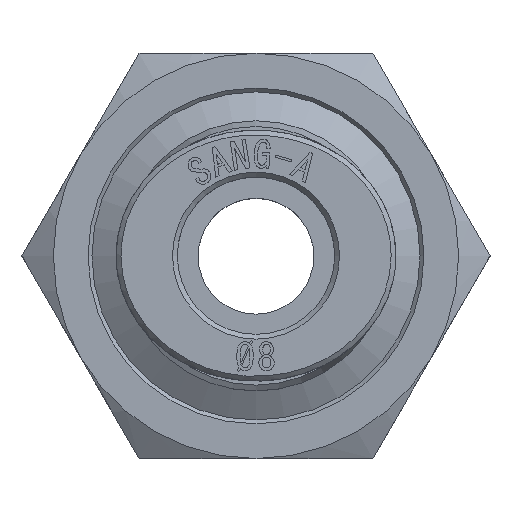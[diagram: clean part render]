
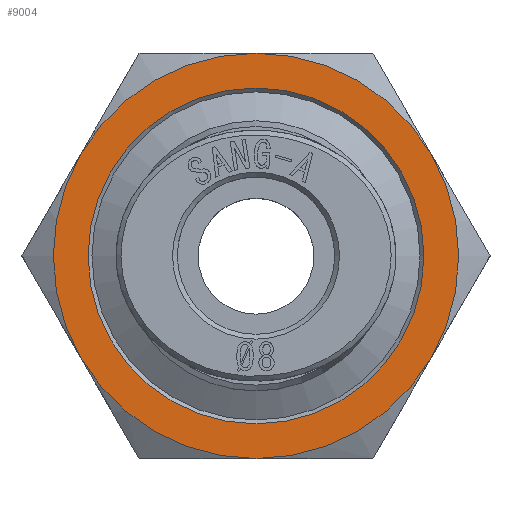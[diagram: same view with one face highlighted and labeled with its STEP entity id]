
A CAD part, top view. The second image highlights one B-rep face of the part: STEP entity #9004.
In plain terms, the highlighted planar face has unit normal (0, 0, 1).
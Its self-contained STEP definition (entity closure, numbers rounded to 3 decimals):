
#8928=CARTESIAN_POINT('',(8.7,0.,5.0));
#8929=VERTEX_POINT('',#8928);
#8930=CARTESIAN_POINT('',(0.0,0.0,5.0));
#8931=DIRECTION('',(0.0,0.0,1.0));
#8932=DIRECTION('',(-1.0,0.0,0.0));
#8933=AXIS2_PLACEMENT_3D('',#8930,#8931,#8932);
#8934=CIRCLE('',#8933,8.7);
#8935=EDGE_CURVE('',#8929,#8929,#8934,.T.);
#8940=CARTESIAN_POINT('',(0.0,0.,5.0));
#8941=DIRECTION('',(0.0,0.0,1.0));
#8942=DIRECTION('',(1.0,0.0,0.0));
#8943=AXIS2_PLACEMENT_3D('',#8940,#8941,#8942);
#8944=PLANE('',#8943);
#8945=CARTESIAN_POINT('',(9.093,-5.25,5.0));
#8946=VERTEX_POINT('',#8945);
#8947=CARTESIAN_POINT('',(9.093,5.25,5.0));
#8948=VERTEX_POINT('',#8947);
#8949=CARTESIAN_POINT('',(0.0,0.0,5.0));
#8950=DIRECTION('',(0.0,0.0,1.0));
#8951=DIRECTION('',(-1.0,0.0,0.0));
#8952=AXIS2_PLACEMENT_3D('',#8949,#8950,#8951);
#8953=CIRCLE('',#8952,10.5);
#8954=EDGE_CURVE('',#8946,#8948,#8953,.T.);
#8955=ORIENTED_EDGE('',*,*,#8954,.T.);
#8956=CARTESIAN_POINT('',(0.,10.5,5.0));
#8957=VERTEX_POINT('',#8956);
#8958=CARTESIAN_POINT('',(0.0,0.0,5.0));
#8959=DIRECTION('',(0.0,0.0,1.0));
#8960=DIRECTION('',(-1.0,0.0,0.0));
#8961=AXIS2_PLACEMENT_3D('',#8958,#8959,#8960);
#8962=CIRCLE('',#8961,10.5);
#8963=EDGE_CURVE('',#8948,#8957,#8962,.T.);
#8964=ORIENTED_EDGE('',*,*,#8963,.T.);
#8965=CARTESIAN_POINT('',(-9.093,5.25,5.0));
#8966=VERTEX_POINT('',#8965);
#8967=CARTESIAN_POINT('',(0.0,0.0,5.0));
#8968=DIRECTION('',(0.0,0.0,1.0));
#8969=DIRECTION('',(-1.0,0.0,0.0));
#8970=AXIS2_PLACEMENT_3D('',#8967,#8968,#8969);
#8971=CIRCLE('',#8970,10.5);
#8972=EDGE_CURVE('',#8957,#8966,#8971,.T.);
#8973=ORIENTED_EDGE('',*,*,#8972,.T.);
#8974=CARTESIAN_POINT('',(-9.093,-5.25,5.0));
#8975=VERTEX_POINT('',#8974);
#8976=CARTESIAN_POINT('',(0.0,0.0,5.0));
#8977=DIRECTION('',(0.0,0.0,1.0));
#8978=DIRECTION('',(-1.0,0.0,0.0));
#8979=AXIS2_PLACEMENT_3D('',#8976,#8977,#8978);
#8980=CIRCLE('',#8979,10.5);
#8981=EDGE_CURVE('',#8966,#8975,#8980,.T.);
#8982=ORIENTED_EDGE('',*,*,#8981,.T.);
#8983=CARTESIAN_POINT('',(0.0,-10.5,5.0));
#8984=VERTEX_POINT('',#8983);
#8985=CARTESIAN_POINT('',(0.0,0.0,5.0));
#8986=DIRECTION('',(0.0,0.0,1.0));
#8987=DIRECTION('',(-1.0,0.0,0.0));
#8988=AXIS2_PLACEMENT_3D('',#8985,#8986,#8987);
#8989=CIRCLE('',#8988,10.5);
#8990=EDGE_CURVE('',#8975,#8984,#8989,.T.);
#8991=ORIENTED_EDGE('',*,*,#8990,.T.);
#8992=CARTESIAN_POINT('',(0.0,0.0,5.0));
#8993=DIRECTION('',(0.0,0.0,1.0));
#8994=DIRECTION('',(-1.0,0.0,0.0));
#8995=AXIS2_PLACEMENT_3D('',#8992,#8993,#8994);
#8996=CIRCLE('',#8995,10.5);
#8997=EDGE_CURVE('',#8984,#8946,#8996,.T.);
#8998=ORIENTED_EDGE('',*,*,#8997,.T.);
#8999=EDGE_LOOP('',(#8955,#8964,#8973,#8982,#8991,#8998));
#9000=FACE_OUTER_BOUND('',#8999,.T.);
#9001=ORIENTED_EDGE('',*,*,#8935,.F.);
#9002=EDGE_LOOP('',(#9001));
#9003=FACE_BOUND('',#9002,.T.);
#9004=ADVANCED_FACE('',(#9000,#9003),#8944,.T.);
